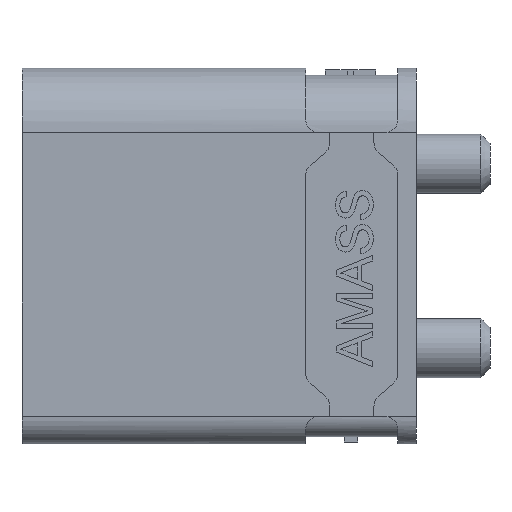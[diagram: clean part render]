
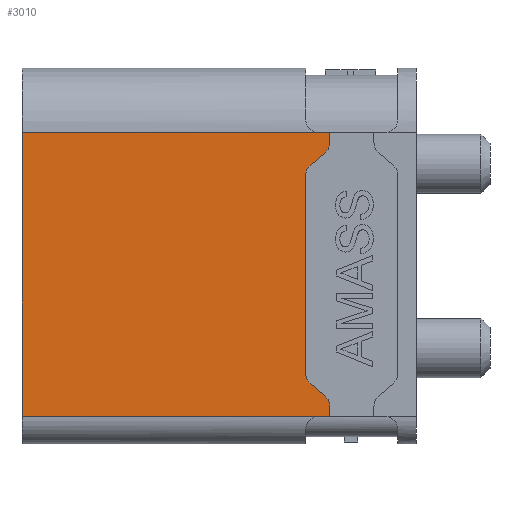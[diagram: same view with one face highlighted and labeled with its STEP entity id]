
A CAD part, left-side view. The second image highlights one B-rep face of the part: STEP entity #3010.
In plain terms, the highlighted planar face has unit normal (-1, 0, 0).
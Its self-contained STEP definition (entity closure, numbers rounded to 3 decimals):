
#64 = EDGE_LOOP ( 'NONE', ( #8574, #7700, #16038, #13562, #847, #6954, #11213, #992, #10085, #6494, #5746, #7615, #632, #10568 ) ) ;
#132 = LINE ( 'NONE', #16854, #8664 ) ;
#180 = DIRECTION ( 'NONE',  ( 0., 0., 1. ) ) ;
#345 = VERTEX_POINT ( 'NONE', #11597 ) ;
#632 = ORIENTED_EDGE ( 'NONE', *, *, #17232, .T. ) ;
#743 = CARTESIAN_POINT ( 'NONE',  ( -2.6, -3., -4.35 ) ) ;
#847 = ORIENTED_EDGE ( 'NONE', *, *, #2571, .F. ) ;
#932 = EDGE_CURVE ( 'NONE', #3508, #345, #2900, .T. ) ;
#992 = ORIENTED_EDGE ( 'NONE', *, *, #932, .T. ) ;
#1032 = VECTOR ( 'NONE', #3594, 1000. ) ;
#1315 = CARTESIAN_POINT ( 'NONE',  ( -2.6, 5.35, 3.35 ) ) ;
#1442 = LINE ( 'NONE', #9191, #7874 ) ;
#1530 = DIRECTION ( 'NONE',  ( 0., 0., 1. ) ) ;
#1583 = AXIS2_PLACEMENT_3D ( 'NONE', #10323, #13172, #7630 ) ;
#1712 = LINE ( 'NONE', #14480, #2582 ) ;
#2019 = CARTESIAN_POINT ( 'NONE',  ( -2.6, -2.65, 3.075 ) ) ;
#2334 = CARTESIAN_POINT ( 'NONE',  ( -2.6, -3., -4.075 ) ) ;
#2571 = EDGE_CURVE ( 'NONE', #15610, #4363, #13717, .T. ) ;
#2582 = VECTOR ( 'NONE', #4769, 1000. ) ;
#2648 = EDGE_CURVE ( 'NONE', #14634, #13531, #6638, .T. ) ;
#2900 = CIRCLE ( 'NONE', #16967, 0.35 ) ;
#3010 = ADVANCED_FACE ( 'NONE', ( #3848 ), #7124, .F. ) ;
#3508 = VERTEX_POINT ( 'NONE', #9402 ) ;
#3594 = DIRECTION ( 'NONE',  ( 0., 0.755, -0.656 ) ) ;
#3635 = DIRECTION ( 'NONE',  ( 0., 0., -1. ) ) ;
#3848 = FACE_OUTER_BOUND ( 'NONE', #64, .T. ) ;
#3952 = CARTESIAN_POINT ( 'NONE',  ( -2.6, 5.35, -4.35 ) ) ;
#4360 = VERTEX_POINT ( 'NONE', #2334 ) ;
#4363 = VERTEX_POINT ( 'NONE', #13769 ) ;
#4398 = EDGE_CURVE ( 'NONE', #345, #6140, #1442, .T. ) ;
#4676 = CARTESIAN_POINT ( 'NONE',  ( -2.6, -2.65, -4.075 ) ) ;
#4690 = VERTEX_POINT ( 'NONE', #743 ) ;
#4711 = EDGE_CURVE ( 'NONE', #15610, #11621, #14093, .T. ) ;
#4761 = DIRECTION ( 'NONE',  ( 0., 0., -1. ) ) ;
#4769 = DIRECTION ( 'NONE',  ( 0., 1., 0. ) ) ;
#5044 = CARTESIAN_POINT ( 'NONE',  ( -2.6, -2.35, 3.35 ) ) ;
#5229 = DIRECTION ( 'NONE',  ( 0., 0.755, 0.656 ) ) ;
#5456 = DIRECTION ( 'NONE',  ( 0., -1., 0. ) ) ;
#5746 = ORIENTED_EDGE ( 'NONE', *, *, #2648, .F. ) ;
#5788 = CARTESIAN_POINT ( 'NONE',  ( -2.6, 5.35, 3.35 ) ) ;
#6140 = VERTEX_POINT ( 'NONE', #8273 ) ;
#6206 = EDGE_CURVE ( 'NONE', #4360, #14022, #9299, .T. ) ;
#6494 = ORIENTED_EDGE ( 'NONE', *, *, #15288, .T. ) ;
#6514 = CARTESIAN_POINT ( 'NONE',  ( -2.6, -2.47, -3.455 ) ) ;
#6638 = LINE ( 'NONE', #1315, #16972 ) ;
#6954 = ORIENTED_EDGE ( 'NONE', *, *, #4711, .T. ) ;
#7119 = VERTEX_POINT ( 'NONE', #8754 ) ;
#7124 = PLANE ( 'NONE',  #14427 ) ;
#7412 = EDGE_CURVE ( 'NONE', #14022, #14184, #14585, .T. ) ;
#7560 = VECTOR ( 'NONE', #13331, 1000. ) ;
#7615 = ORIENTED_EDGE ( 'NONE', *, *, #10504, .F. ) ;
#7630 = DIRECTION ( 'NONE',  ( 0., 0., -1. ) ) ;
#7677 = EDGE_CURVE ( 'NONE', #3508, #11621, #11315, .T. ) ;
#7700 = ORIENTED_EDGE ( 'NONE', *, *, #6206, .T. ) ;
#7701 = CARTESIAN_POINT ( 'NONE',  ( -2.6, 0.152, 0.175 ) ) ;
#7874 = VECTOR ( 'NONE', #12687, 1000. ) ;
#7883 = DIRECTION ( 'NONE',  ( 0., -1., 0. ) ) ;
#7983 = CARTESIAN_POINT ( 'NONE',  ( -2.6, 0., -4.35 ) ) ;
#8273 = CARTESIAN_POINT ( 'NONE',  ( -2.6, -3., 3.35 ) ) ;
#8574 = ORIENTED_EDGE ( 'NONE', *, *, #17377, .T. ) ;
#8664 = VECTOR ( 'NONE', #1530, 1000. ) ;
#8677 = DIRECTION ( 'NONE',  ( -1., 0., 0. ) ) ;
#8754 = CARTESIAN_POINT ( 'NONE',  ( -2.6, -2.7, -4.35 ) ) ;
#9191 = CARTESIAN_POINT ( 'NONE',  ( -2.6, -3., 0. ) ) ;
#9258 = CARTESIAN_POINT ( 'NONE',  ( -2.6, 5.35, -4.35 ) ) ;
#9299 = CIRCLE ( 'NONE', #10784, 0.35 ) ;
#9402 = CARTESIAN_POINT ( 'NONE',  ( -2.6, -2.88, 2.811 ) ) ;
#9460 = LINE ( 'NONE', #7983, #7560 ) ;
#9952 = DIRECTION ( 'NONE',  ( 0., 0., -1. ) ) ;
#10050 = CARTESIAN_POINT ( 'NONE',  ( -2.6, -2.7, 3.35 ) ) ;
#10085 = ORIENTED_EDGE ( 'NONE', *, *, #4398, .T. ) ;
#10249 = VERTEX_POINT ( 'NONE', #9258 ) ;
#10323 = CARTESIAN_POINT ( 'NONE',  ( -2.6, -2.7, 2.191 ) ) ;
#10504 = EDGE_CURVE ( 'NONE', #10249, #14634, #14675, .T. ) ;
#10568 = ORIENTED_EDGE ( 'NONE', *, *, #10738, .T. ) ;
#10738 = EDGE_CURVE ( 'NONE', #7119, #4690, #9460, .T. ) ;
#10784 = AXIS2_PLACEMENT_3D ( 'NONE', #4676, #8677, #12777 ) ;
#10995 = VECTOR ( 'NONE', #180, 1000. ) ;
#11213 = ORIENTED_EDGE ( 'NONE', *, *, #7677, .F. ) ;
#11315 = LINE ( 'NONE', #7701, #1032 ) ;
#11581 = DIRECTION ( 'NONE',  ( -1., 0., 0. ) ) ;
#11597 = CARTESIAN_POINT ( 'NONE',  ( -2.6, -3., 3.075 ) ) ;
#11621 = VERTEX_POINT ( 'NONE', #15649 ) ;
#12122 = VECTOR ( 'NONE', #7883, 1000. ) ;
#12556 = CARTESIAN_POINT ( 'NONE',  ( -2.6, 5.35, 3.35 ) ) ;
#12687 = DIRECTION ( 'NONE',  ( 0., 0., 1. ) ) ;
#12777 = DIRECTION ( 'NONE',  ( 0., 0., -1. ) ) ;
#13172 = DIRECTION ( 'NONE',  ( 1., 0., 0. ) ) ;
#13331 = DIRECTION ( 'NONE',  ( 0., -1., 0. ) ) ;
#13531 = VERTEX_POINT ( 'NONE', #10050 ) ;
#13562 = ORIENTED_EDGE ( 'NONE', *, *, #15015, .T. ) ;
#13717 = LINE ( 'NONE', #5044, #14784 ) ;
#13727 = CARTESIAN_POINT ( 'NONE',  ( -2.6, 5.35, 3.35 ) ) ;
#13769 = CARTESIAN_POINT ( 'NONE',  ( -2.6, -2.35, -3.191 ) ) ;
#13944 = VECTOR ( 'NONE', #5229, 1000. ) ;
#14022 = VERTEX_POINT ( 'NONE', #15876 ) ;
#14093 = CIRCLE ( 'NONE', #1583, 0.35 ) ;
#14184 = VERTEX_POINT ( 'NONE', #6514 ) ;
#14382 = CIRCLE ( 'NONE', #16201, 0.35 ) ;
#14427 = AXIS2_PLACEMENT_3D ( 'NONE', #5788, #16856, #9952 ) ;
#14479 = LINE ( 'NONE', #3952, #12122 ) ;
#14480 = CARTESIAN_POINT ( 'NONE',  ( -2.6, 0., 3.35 ) ) ;
#14585 = LINE ( 'NONE', #16229, #13944 ) ;
#14634 = VERTEX_POINT ( 'NONE', #13727 ) ;
#14675 = LINE ( 'NONE', #12556, #10995 ) ;
#14784 = VECTOR ( 'NONE', #3635, 1000. ) ;
#14849 = DIRECTION ( 'NONE',  ( 0., 0., -1. ) ) ;
#14959 = CARTESIAN_POINT ( 'NONE',  ( -2.6, -2.7, -3.191 ) ) ;
#15015 = EDGE_CURVE ( 'NONE', #14184, #4363, #14382, .T. ) ;
#15288 = EDGE_CURVE ( 'NONE', #6140, #13531, #1712, .T. ) ;
#15610 = VERTEX_POINT ( 'NONE', #17815 ) ;
#15649 = CARTESIAN_POINT ( 'NONE',  ( -2.6, -2.47, 2.455 ) ) ;
#15876 = CARTESIAN_POINT ( 'NONE',  ( -2.6, -2.88, -3.811 ) ) ;
#16038 = ORIENTED_EDGE ( 'NONE', *, *, #7412, .T. ) ;
#16201 = AXIS2_PLACEMENT_3D ( 'NONE', #14959, #17772, #14849 ) ;
#16229 = CARTESIAN_POINT ( 'NONE',  ( -2.6, 0.647, -0.744 ) ) ;
#16854 = CARTESIAN_POINT ( 'NONE',  ( -2.6, -3., 0. ) ) ;
#16856 = DIRECTION ( 'NONE',  ( 1., 0., 0. ) ) ;
#16967 = AXIS2_PLACEMENT_3D ( 'NONE', #2019, #11581, #4761 ) ;
#16972 = VECTOR ( 'NONE', #5456, 1000. ) ;
#17232 = EDGE_CURVE ( 'NONE', #10249, #7119, #14479, .T. ) ;
#17377 = EDGE_CURVE ( 'NONE', #4690, #4360, #132, .T. ) ;
#17772 = DIRECTION ( 'NONE',  ( 1., 0., 0. ) ) ;
#17815 = CARTESIAN_POINT ( 'NONE',  ( -2.6, -2.35, 2.191 ) ) ;
